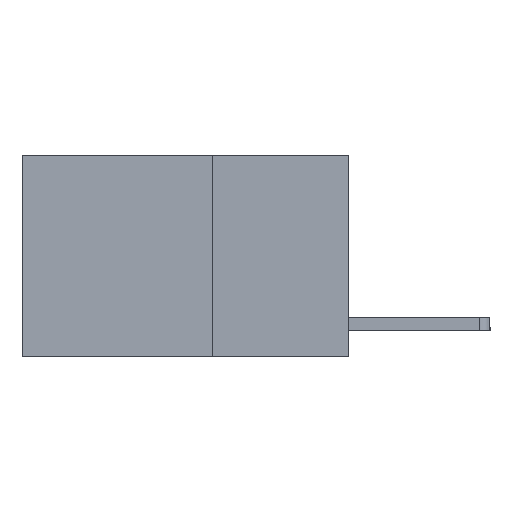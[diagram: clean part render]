
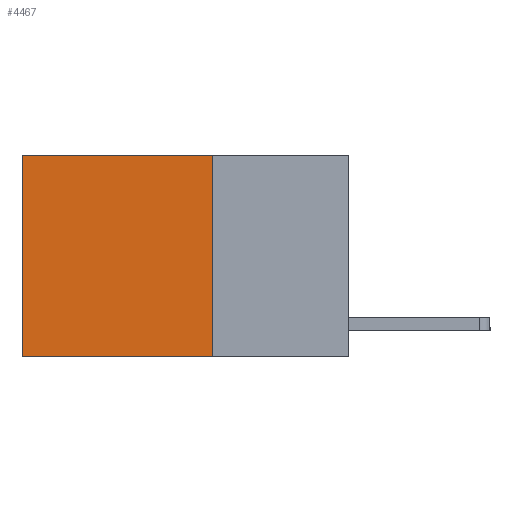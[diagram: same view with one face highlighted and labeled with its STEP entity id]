
A CAD part, left-side view. The second image highlights one B-rep face of the part: STEP entity #4467.
In plain terms, the highlighted planar face has unit normal (-1, 0, 0).
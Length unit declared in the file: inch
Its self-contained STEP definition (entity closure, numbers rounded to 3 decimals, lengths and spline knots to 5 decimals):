
#1 = DIRECTION ( 'NONE',  ( 0., 0., -1. ) ) ;
#192 = LINE ( 'NONE', #6276, #9505 ) ;
#413 = FACE_OUTER_BOUND ( 'NONE', #1987, .T. ) ;
#445 = CARTESIAN_POINT ( 'NONE',  ( 0.2625, 0.25, 0. ) ) ;
#519 = EDGE_CURVE ( 'NONE', #5227, #5243, #192, .T. ) ;
#700 = ORIENTED_EDGE ( 'NONE', *, *, #7989, .F. ) ;
#823 = CARTESIAN_POINT ( 'NONE',  ( 0.2625, 0.6, 0. ) ) ;
#1649 = LINE ( 'NONE', #823, #7626 ) ;
#1746 = EDGE_CURVE ( 'NONE', #2145, #5243, #1649, .T. ) ;
#1987 = EDGE_LOOP ( 'NONE', ( #2649, #4964, #700, #6669 ) ) ;
#2145 = VERTEX_POINT ( 'NONE', #9941 ) ;
#2649 = ORIENTED_EDGE ( 'NONE', *, *, #1746, .T. ) ;
#2972 = CARTESIAN_POINT ( 'NONE',  ( 0.2625, 0.25, 0. ) ) ;
#3687 = DIRECTION ( 'NONE',  ( 0., 0., -1. ) ) ;
#4110 = CARTESIAN_POINT ( 'NONE',  ( 0.2625, 0.6, -0.37 ) ) ;
#4467 = ADVANCED_FACE ( 'NONE', ( #413 ), #8884, .F. ) ;
#4501 = DIRECTION ( 'NONE',  ( 0., 1., 0. ) ) ;
#4727 = CARTESIAN_POINT ( 'NONE',  ( 0.2625, 0.25, 0. ) ) ;
#4964 = ORIENTED_EDGE ( 'NONE', *, *, #519, .F. ) ;
#5227 = VERTEX_POINT ( 'NONE', #10084 ) ;
#5243 = VERTEX_POINT ( 'NONE', #4110 ) ;
#5375 = LINE ( 'NONE', #445, #9118 ) ;
#6276 = CARTESIAN_POINT ( 'NONE',  ( 0.2625, 0.25, -0.37 ) ) ;
#6531 = EDGE_CURVE ( 'NONE', #6719, #2145, #5375, .T. ) ;
#6669 = ORIENTED_EDGE ( 'NONE', *, *, #6531, .T. ) ;
#6693 = DIRECTION ( 'NONE',  ( 0., 0., -1. ) ) ;
#6719 = VERTEX_POINT ( 'NONE', #4727 ) ;
#7187 = VECTOR ( 'NONE', #6693, 39.37008 ) ;
#7626 = VECTOR ( 'NONE', #1, 39.37008 ) ;
#7695 = LINE ( 'NONE', #9355, #7187 ) ;
#7887 = DIRECTION ( 'NONE',  ( 0., 1., 0. ) ) ;
#7989 = EDGE_CURVE ( 'NONE', #6719, #5227, #7695, .T. ) ;
#8884 = PLANE ( 'NONE',  #9962 ) ;
#9118 = VECTOR ( 'NONE', #4501, 39.37008 ) ;
#9355 = CARTESIAN_POINT ( 'NONE',  ( 0.2625, 0.25, 0. ) ) ;
#9505 = VECTOR ( 'NONE', #7887, 39.37008 ) ;
#9941 = CARTESIAN_POINT ( 'NONE',  ( 0.2625, 0.6, 0. ) ) ;
#9962 = AXIS2_PLACEMENT_3D ( 'NONE', #2972, #10546, #3687 ) ;
#10084 = CARTESIAN_POINT ( 'NONE',  ( 0.2625, 0.25, -0.37 ) ) ;
#10546 = DIRECTION ( 'NONE',  ( 1., 0., 0. ) ) ;
